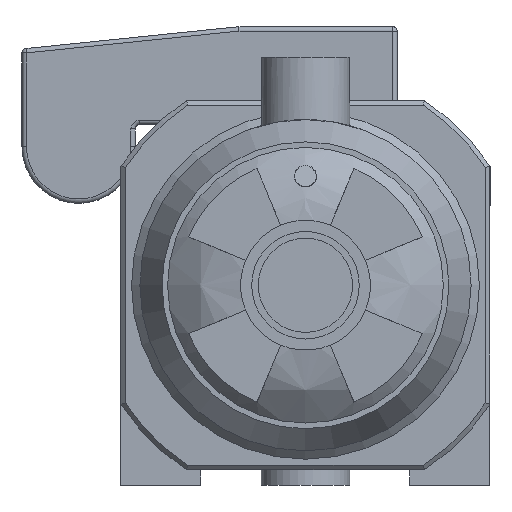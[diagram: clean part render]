
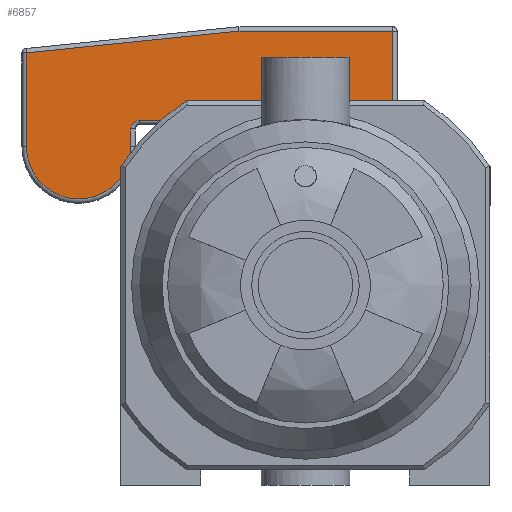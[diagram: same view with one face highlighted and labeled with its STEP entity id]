
A CAD part, left-side view. The second image highlights one B-rep face of the part: STEP entity #6857.
In plain terms, the highlighted planar face has unit normal (-1, 0, 0).
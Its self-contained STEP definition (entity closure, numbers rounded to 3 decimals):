
#792=LINE('',#11960,#1411);
#794=LINE('',#11969,#1413);
#796=LINE('',#12007,#1415);
#802=LINE('',#12023,#1421);
#808=LINE('',#12032,#1427);
#814=LINE('',#12041,#1433);
#1411=VECTOR('',#9337,10.);
#1413=VECTOR('',#9349,10.);
#1415=VECTOR('',#9393,10.);
#1421=VECTOR('',#9413,10.);
#1427=VECTOR('',#9425,10.);
#1433=VECTOR('',#9437,10.);
#1680=PLANE('',#7534);
#2065=FACE_OUTER_BOUND('',#2483,.T.);
#2483=EDGE_LOOP('',(#6436,#6437,#6438,#6439,#6440,#6441,#6442,#6443));
#2828=CIRCLE('',#7471,4.);
#2835=CIRCLE('',#7482,23.5);
#3472=VERTEX_POINT('',#11938);
#3474=VERTEX_POINT('',#11942);
#3477=VERTEX_POINT('',#11952);
#3478=VERTEX_POINT('',#11956);
#3480=VERTEX_POINT('',#11962);
#3486=VERTEX_POINT('',#11979);
#3492=VERTEX_POINT('',#11993);
#3495=VERTEX_POINT('',#12000);
#4425=EDGE_CURVE('',#3474,#3472,#2828,.T.);
#4433=EDGE_CURVE('',#3472,#3478,#792,.T.);
#4436=EDGE_CURVE('',#3478,#3480,#2835,.T.);
#4438=EDGE_CURVE('',#3480,#3477,#794,.T.);
#4455=EDGE_CURVE('',#3495,#3474,#796,.T.);
#4464=EDGE_CURVE('',#3492,#3495,#802,.T.);
#4470=EDGE_CURVE('',#3486,#3492,#808,.T.);
#4476=EDGE_CURVE('',#3477,#3486,#814,.T.);
#6436=ORIENTED_EDGE('',*,*,#4425,.F.);
#6437=ORIENTED_EDGE('',*,*,#4455,.F.);
#6438=ORIENTED_EDGE('',*,*,#4464,.F.);
#6439=ORIENTED_EDGE('',*,*,#4470,.F.);
#6440=ORIENTED_EDGE('',*,*,#4476,.F.);
#6441=ORIENTED_EDGE('',*,*,#4438,.F.);
#6442=ORIENTED_EDGE('',*,*,#4436,.F.);
#6443=ORIENTED_EDGE('',*,*,#4433,.F.);
#6857=ADVANCED_FACE('',(#2065),#1680,.F.);
#7471=AXIS2_PLACEMENT_3D('',#11944,#9318,#9319);
#7482=AXIS2_PLACEMENT_3D('',#11966,#9344,#9345);
#7534=AXIS2_PLACEMENT_3D('',#12075,#9480,#9481);
#9318=DIRECTION('center_axis',(-1.,0.,0.));
#9319=DIRECTION('ref_axis',(0.,0.707,0.707));
#9337=DIRECTION('',(0.,0.,-1.));
#9344=DIRECTION('center_axis',(1.,0.,0.));
#9345=DIRECTION('ref_axis',(0.,0.,-1.));
#9349=DIRECTION('',(0.,0.,1.));
#9393=DIRECTION('',(0.,1.,0.));
#9413=DIRECTION('',(0.,0.,-1.));
#9425=DIRECTION('',(0.,-1.,0.));
#9437=DIRECTION('',(0.,-0.995,0.102));
#9480=DIRECTION('center_axis',(1.,0.,0.));
#9481=DIRECTION('ref_axis',(0.,0.,-1.));
#11938=CARTESIAN_POINT('',(99.25,78.5,160.3));
#11942=CARTESIAN_POINT('',(99.25,74.5,164.3));
#11944=CARTESIAN_POINT('Origin',(99.25,74.5,160.3));
#11952=CARTESIAN_POINT('',(99.25,125.5,194.495));
#11956=CARTESIAN_POINT('',(99.25,78.5,152.3));
#11960=CARTESIAN_POINT('',(99.25,78.5,147.828));
#11962=CARTESIAN_POINT('',(99.25,125.5,152.3));
#11966=CARTESIAN_POINT('Origin',(99.25,102.,152.3));
#11969=CARTESIAN_POINT('',(99.25,125.5,169.828));
#11979=CARTESIAN_POINT('',(99.25,29.898,204.3));
#11993=CARTESIAN_POINT('',(99.25,-39.25,204.3));
#12000=CARTESIAN_POINT('',(99.25,-39.25,164.3));
#12007=CARTESIAN_POINT('',(99.25,89.25,164.3));
#12023=CARTESIAN_POINT('',(99.25,-39.25,152.828));
#12032=CARTESIAN_POINT('',(99.25,51.,204.3));
#12041=CARTESIAN_POINT('',(99.25,68.615,200.329));
#12075=CARTESIAN_POINT('Origin',(99.25,102.,143.357));
